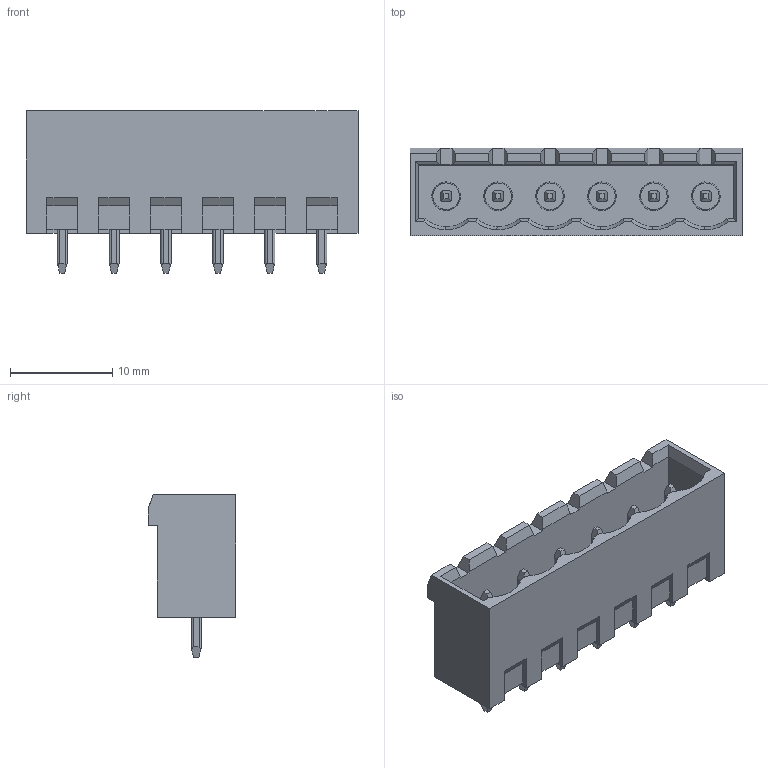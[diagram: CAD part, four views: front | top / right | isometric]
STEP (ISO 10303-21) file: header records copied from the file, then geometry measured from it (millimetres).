
FILE_DESCRIPTION(('STEP AP214'),'1');
FILE_NAME('cctmp_85CCACDE-95D0-4077-8449-639658BC8DD4_2023_02_03_17_23_21_0766_13236..stp','2023-02-03T17:23:22',('PHOENIX CONTACT Deutschland GmbH'),('CADClick - www.CADClick.com'),'Spatial InterOp 3D',' ','unknown authorization');
FILE_SCHEMA(('AUTOMOTIVE_DESIGN'));
Length unit declared in the file: millimetre
Products named in the file (8): 2023_02_03_17_23_21_0435; 2023_02_03_17_23_21_0766; 2023_02_03_17_23_21_0750; 2023_02_03_17_23_21_0735; 2023_02_03_17_23_21_0719; 2023_02_03_17_23_21_0704; 2023_02_03_17_23_21_0688; 2023_02_03_17_23_21_0655
Assembly tree (7 placements, depth 2):
  2023_02_03_17_23_21_0435
    2023_02_03_17_23_21_0766
    2023_02_03_17_23_21_0750
    2023_02_03_17_23_21_0735
    2023_02_03_17_23_21_0719
    2023_02_03_17_23_21_0704
    2023_02_03_17_23_21_0688
    2023_02_03_17_23_21_0655
Bounding box: 32.48 x 8.57 x 15.9 mm (x, y, z)
Volume: 1563.2 mm3; surface area: 2597.8 mm2
Topology: 7 solids, 7 shells, 661 faces, 1871 edges, 1250 vertices
Faces by surface type: plane 485, cylinder 146, cone 24, sphere 6
Entity records: 44095 total; most frequent: CARTESIAN_POINT 7204, ORIENTED_EDGE 3742, STYLED_ITEM 3513, PRESENTATION_STYLE_ASSIGNMENT 3513, COLOUR_RGB 3513, DIRECTION 3315, EDGE_CURVE 1871, CURVE_STYLE 1779
